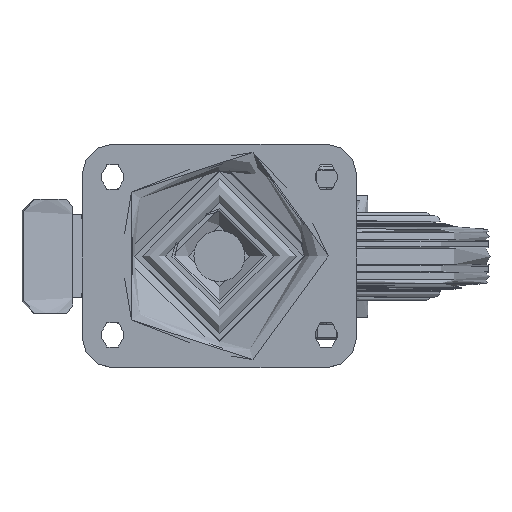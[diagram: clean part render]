
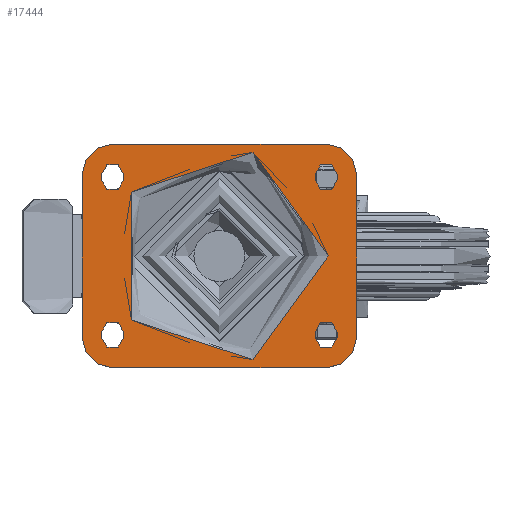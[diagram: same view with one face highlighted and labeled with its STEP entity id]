
A CAD part, top view. The second image highlights one B-rep face of the part: STEP entity #17444.
In plain terms, the highlighted planar face has unit normal (0, 0, 1).
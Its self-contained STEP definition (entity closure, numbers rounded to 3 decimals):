
#369=FACE_BOUND('',#5566,.T.);
#370=FACE_BOUND('',#5567,.T.);
#371=FACE_BOUND('',#5568,.T.);
#372=FACE_BOUND('',#5569,.T.);
#373=FACE_BOUND('',#5570,.T.);
#556=PLANE('',#18906);
#1159=LINE('',#26908,#2271);
#1160=LINE('',#26909,#2272);
#1161=LINE('',#26910,#2273);
#1162=LINE('',#26911,#2274);
#1163=LINE('',#26914,#2275);
#1164=LINE('',#26918,#2276);
#1165=LINE('',#26922,#2277);
#1166=LINE('',#26926,#2278);
#1167=LINE('',#26930,#2279);
#1168=LINE('',#26934,#2280);
#1169=LINE('',#26938,#2281);
#1170=LINE('',#26942,#2282);
#2271=VECTOR('',#21162,1000.);
#2272=VECTOR('',#21163,1000.);
#2273=VECTOR('',#21164,1000.);
#2274=VECTOR('',#21165,1000.);
#2275=VECTOR('',#21166,1000.);
#2276=VECTOR('',#21169,1000.);
#2277=VECTOR('',#21172,1000.);
#2278=VECTOR('',#21175,1000.);
#2279=VECTOR('',#21178,1000.);
#2280=VECTOR('',#21181,1000.);
#2281=VECTOR('',#21184,1000.);
#2282=VECTOR('',#21187,1000.);
#3274=CIRCLE('',#18711,15.);
#3276=CIRCLE('',#18714,15.);
#3278=CIRCLE('',#18717,15.);
#3280=CIRCLE('',#18720,15.);
#3297=CIRCLE('',#18743,53.478);
#3363=CIRCLE('',#18907,5.5);
#3364=CIRCLE('',#18908,5.5);
#3365=CIRCLE('',#18909,5.5);
#3366=CIRCLE('',#18910,5.5);
#3367=CIRCLE('',#18911,5.5);
#3368=CIRCLE('',#18912,5.5);
#3369=CIRCLE('',#18913,5.5);
#3370=CIRCLE('',#18914,5.5);
#4507=FACE_OUTER_BOUND('',#5565,.T.);
#5565=EDGE_LOOP('',(#12335,#12336,#12337,#12338,#12339,#12340,#12341,#12342));
#5566=EDGE_LOOP('',(#12343,#12344,#12345,#12346));
#5567=EDGE_LOOP('',(#12347,#12348,#12349,#12350));
#5568=EDGE_LOOP('',(#12351,#12352,#12353,#12354));
#5569=EDGE_LOOP('',(#12355,#12356,#12357,#12358));
#5570=EDGE_LOOP('',(#12359));
#7352=VERTEX_POINT('',#25835);
#7353=VERTEX_POINT('',#25836);
#7356=VERTEX_POINT('',#25844);
#7357=VERTEX_POINT('',#25845);
#7360=VERTEX_POINT('',#25853);
#7361=VERTEX_POINT('',#25854);
#7364=VERTEX_POINT('',#25862);
#7365=VERTEX_POINT('',#25863);
#7380=VERTEX_POINT('',#25905);
#7493=VERTEX_POINT('',#26912);
#7494=VERTEX_POINT('',#26913);
#7495=VERTEX_POINT('',#26915);
#7496=VERTEX_POINT('',#26917);
#7497=VERTEX_POINT('',#26920);
#7498=VERTEX_POINT('',#26921);
#7499=VERTEX_POINT('',#26923);
#7500=VERTEX_POINT('',#26925);
#7501=VERTEX_POINT('',#26928);
#7502=VERTEX_POINT('',#26929);
#7503=VERTEX_POINT('',#26931);
#7504=VERTEX_POINT('',#26933);
#7505=VERTEX_POINT('',#26936);
#7506=VERTEX_POINT('',#26937);
#7507=VERTEX_POINT('',#26939);
#7508=VERTEX_POINT('',#26941);
#9090=EDGE_CURVE('',#7352,#7353,#3274,.T.);
#9094=EDGE_CURVE('',#7356,#7357,#3276,.T.);
#9098=EDGE_CURVE('',#7360,#7361,#3278,.T.);
#9102=EDGE_CURVE('',#7364,#7365,#3280,.T.);
#9123=EDGE_CURVE('',#7380,#7380,#3297,.T.);
#9334=EDGE_CURVE('',#7357,#7352,#1159,.T.);
#9335=EDGE_CURVE('',#7361,#7356,#1160,.T.);
#9336=EDGE_CURVE('',#7365,#7360,#1161,.T.);
#9337=EDGE_CURVE('',#7353,#7364,#1162,.T.);
#9338=EDGE_CURVE('',#7493,#7494,#1163,.T.);
#9339=EDGE_CURVE('',#7494,#7495,#3363,.T.);
#9340=EDGE_CURVE('',#7495,#7496,#1164,.T.);
#9341=EDGE_CURVE('',#7496,#7493,#3364,.T.);
#9342=EDGE_CURVE('',#7497,#7498,#1165,.T.);
#9343=EDGE_CURVE('',#7498,#7499,#3365,.T.);
#9344=EDGE_CURVE('',#7499,#7500,#1166,.T.);
#9345=EDGE_CURVE('',#7500,#7497,#3366,.T.);
#9346=EDGE_CURVE('',#7501,#7502,#1167,.T.);
#9347=EDGE_CURVE('',#7502,#7503,#3367,.T.);
#9348=EDGE_CURVE('',#7503,#7504,#1168,.T.);
#9349=EDGE_CURVE('',#7504,#7501,#3368,.T.);
#9350=EDGE_CURVE('',#7505,#7506,#1169,.T.);
#9351=EDGE_CURVE('',#7506,#7507,#3369,.T.);
#9352=EDGE_CURVE('',#7507,#7508,#1170,.T.);
#9353=EDGE_CURVE('',#7508,#7505,#3370,.T.);
#12335=ORIENTED_EDGE('',*,*,#9090,.F.);
#12336=ORIENTED_EDGE('',*,*,#9334,.F.);
#12337=ORIENTED_EDGE('',*,*,#9094,.F.);
#12338=ORIENTED_EDGE('',*,*,#9335,.F.);
#12339=ORIENTED_EDGE('',*,*,#9098,.F.);
#12340=ORIENTED_EDGE('',*,*,#9336,.F.);
#12341=ORIENTED_EDGE('',*,*,#9102,.F.);
#12342=ORIENTED_EDGE('',*,*,#9337,.F.);
#12343=ORIENTED_EDGE('',*,*,#9338,.T.);
#12344=ORIENTED_EDGE('',*,*,#9339,.T.);
#12345=ORIENTED_EDGE('',*,*,#9340,.T.);
#12346=ORIENTED_EDGE('',*,*,#9341,.T.);
#12347=ORIENTED_EDGE('',*,*,#9342,.T.);
#12348=ORIENTED_EDGE('',*,*,#9343,.T.);
#12349=ORIENTED_EDGE('',*,*,#9344,.T.);
#12350=ORIENTED_EDGE('',*,*,#9345,.T.);
#12351=ORIENTED_EDGE('',*,*,#9346,.T.);
#12352=ORIENTED_EDGE('',*,*,#9347,.T.);
#12353=ORIENTED_EDGE('',*,*,#9348,.T.);
#12354=ORIENTED_EDGE('',*,*,#9349,.T.);
#12355=ORIENTED_EDGE('',*,*,#9350,.T.);
#12356=ORIENTED_EDGE('',*,*,#9351,.T.);
#12357=ORIENTED_EDGE('',*,*,#9352,.T.);
#12358=ORIENTED_EDGE('',*,*,#9353,.T.);
#12359=ORIENTED_EDGE('',*,*,#9123,.F.);
#17444=ADVANCED_FACE('',(#4507,#369,#370,#371,#372,#373),#556,.T.);
#18711=AXIS2_PLACEMENT_3D('',#25837,#20657,#20658);
#18714=AXIS2_PLACEMENT_3D('',#25846,#20665,#20666);
#18717=AXIS2_PLACEMENT_3D('',#25855,#20673,#20674);
#18720=AXIS2_PLACEMENT_3D('',#25864,#20681,#20682);
#18743=AXIS2_PLACEMENT_3D('',#25906,#20731,#20732);
#18906=AXIS2_PLACEMENT_3D('',#26907,#21160,#21161);
#18907=AXIS2_PLACEMENT_3D('',#26916,#21167,#21168);
#18908=AXIS2_PLACEMENT_3D('',#26919,#21170,#21171);
#18909=AXIS2_PLACEMENT_3D('',#26924,#21173,#21174);
#18910=AXIS2_PLACEMENT_3D('',#26927,#21176,#21177);
#18911=AXIS2_PLACEMENT_3D('',#26932,#21179,#21180);
#18912=AXIS2_PLACEMENT_3D('',#26935,#21182,#21183);
#18913=AXIS2_PLACEMENT_3D('',#26940,#21185,#21186);
#18914=AXIS2_PLACEMENT_3D('',#26943,#21188,#21189);
#20657=DIRECTION('center_axis',(0.,0.,-1.));
#20658=DIRECTION('ref_axis',(-0.707,-0.707,0.));
#20665=DIRECTION('center_axis',(0.,0.,-1.));
#20666=DIRECTION('ref_axis',(0.707,-0.707,0.));
#20673=DIRECTION('center_axis',(0.,0.,-1.));
#20674=DIRECTION('ref_axis',(0.707,0.707,0.));
#20681=DIRECTION('center_axis',(0.,0.,-1.));
#20682=DIRECTION('ref_axis',(-0.707,0.707,0.));
#20731=DIRECTION('center_axis',(0.,0.,1.));
#20732=DIRECTION('ref_axis',(0.,-1.,0.));
#21160=DIRECTION('center_axis',(0.,0.,1.));
#21161=DIRECTION('ref_axis',(1.,0.,0.));
#21162=DIRECTION('',(-1.,0.,0.));
#21163=DIRECTION('',(0.,-1.,0.));
#21164=DIRECTION('',(1.,0.,0.));
#21165=DIRECTION('',(0.,1.,0.));
#21166=DIRECTION('',(0.,1.,0.));
#21167=DIRECTION('center_axis',(0.,0.,-1.));
#21168=DIRECTION('ref_axis',(-1.,0.,0.));
#21169=DIRECTION('',(0.,-1.,0.));
#21170=DIRECTION('center_axis',(0.,0.,-1.));
#21171=DIRECTION('ref_axis',(-1.,0.,0.));
#21172=DIRECTION('',(0.,-1.,0.));
#21173=DIRECTION('center_axis',(0.,0.,-1.));
#21174=DIRECTION('ref_axis',(-1.,0.,0.));
#21175=DIRECTION('',(0.,1.,0.));
#21176=DIRECTION('center_axis',(0.,0.,-1.));
#21177=DIRECTION('ref_axis',(-1.,0.,0.));
#21178=DIRECTION('',(0.,1.,0.));
#21179=DIRECTION('center_axis',(0.,0.,-1.));
#21180=DIRECTION('ref_axis',(1.,0.,0.));
#21181=DIRECTION('',(0.,-1.,0.));
#21182=DIRECTION('center_axis',(0.,0.,-1.));
#21183=DIRECTION('ref_axis',(1.,0.,0.));
#21184=DIRECTION('',(0.,-1.,0.));
#21185=DIRECTION('center_axis',(0.,0.,-1.));
#21186=DIRECTION('ref_axis',(1.,0.,0.));
#21187=DIRECTION('',(0.,1.,0.));
#21188=DIRECTION('center_axis',(0.,0.,-1.));
#21189=DIRECTION('ref_axis',(1.,0.,0.));
#25835=CARTESIAN_POINT('',(-52.5,-55.,0.));
#25836=CARTESIAN_POINT('',(-67.5,-40.,0.));
#25837=CARTESIAN_POINT('Origin',(-52.5,-40.,0.));
#25844=CARTESIAN_POINT('',(67.5,-40.,0.));
#25845=CARTESIAN_POINT('',(52.5,-55.,0.));
#25846=CARTESIAN_POINT('Origin',(52.5,-40.,0.));
#25853=CARTESIAN_POINT('',(52.5,55.,0.));
#25854=CARTESIAN_POINT('',(67.5,40.,0.));
#25855=CARTESIAN_POINT('Origin',(52.5,40.,0.));
#25862=CARTESIAN_POINT('',(-67.5,40.,0.));
#25863=CARTESIAN_POINT('',(-52.5,55.,0.));
#25864=CARTESIAN_POINT('Origin',(-52.5,40.,0.));
#25905=CARTESIAN_POINT('',(53.478,0.,0.));
#25906=CARTESIAN_POINT('Origin',(0.,0.,0.));
#26907=CARTESIAN_POINT('Origin',(0.,0.,0.));
#26908=CARTESIAN_POINT('',(67.5,-55.,0.));
#26909=CARTESIAN_POINT('',(67.5,55.,0.));
#26910=CARTESIAN_POINT('',(-67.5,55.,0.));
#26911=CARTESIAN_POINT('',(-67.5,-55.,0.));
#26912=CARTESIAN_POINT('',(47.,-40.,0.));
#26913=CARTESIAN_POINT('',(47.,-37.5,0.));
#26914=CARTESIAN_POINT('',(47.,-40.,0.));
#26915=CARTESIAN_POINT('',(58.,-37.5,0.));
#26916=CARTESIAN_POINT('Origin',(52.5,-37.5,0.));
#26917=CARTESIAN_POINT('',(58.,-40.,0.));
#26918=CARTESIAN_POINT('',(58.,-40.,0.));
#26919=CARTESIAN_POINT('Origin',(52.5,-40.,0.));
#26920=CARTESIAN_POINT('',(58.,40.,0.));
#26921=CARTESIAN_POINT('',(58.,37.5,0.));
#26922=CARTESIAN_POINT('',(58.,40.,0.));
#26923=CARTESIAN_POINT('',(47.,37.5,0.));
#26924=CARTESIAN_POINT('Origin',(52.5,37.5,0.));
#26925=CARTESIAN_POINT('',(47.,40.,0.));
#26926=CARTESIAN_POINT('',(47.,40.,0.));
#26927=CARTESIAN_POINT('Origin',(52.5,40.,0.));
#26928=CARTESIAN_POINT('',(-58.,-40.,0.));
#26929=CARTESIAN_POINT('',(-58.,-37.5,0.));
#26930=CARTESIAN_POINT('',(-58.,-40.,0.));
#26931=CARTESIAN_POINT('',(-47.,-37.5,0.));
#26932=CARTESIAN_POINT('Origin',(-52.5,-37.5,0.));
#26933=CARTESIAN_POINT('',(-47.,-40.,0.));
#26934=CARTESIAN_POINT('',(-47.,-40.,0.));
#26935=CARTESIAN_POINT('Origin',(-52.5,-40.,0.));
#26936=CARTESIAN_POINT('',(-47.,40.,0.));
#26937=CARTESIAN_POINT('',(-47.,37.5,0.));
#26938=CARTESIAN_POINT('',(-47.,40.,0.));
#26939=CARTESIAN_POINT('',(-58.,37.5,0.));
#26940=CARTESIAN_POINT('Origin',(-52.5,37.5,0.));
#26941=CARTESIAN_POINT('',(-58.,40.,0.));
#26942=CARTESIAN_POINT('',(-58.,40.,0.));
#26943=CARTESIAN_POINT('Origin',(-52.5,40.,0.));
